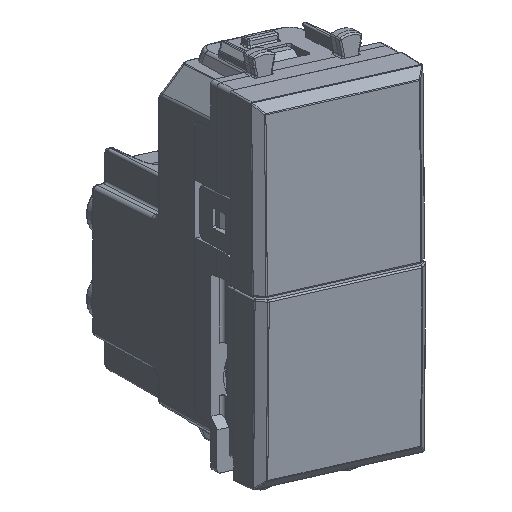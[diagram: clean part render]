
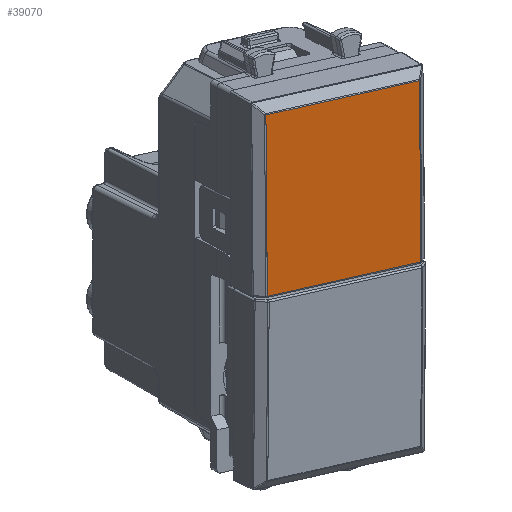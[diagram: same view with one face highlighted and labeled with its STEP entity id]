
A CAD part, top view. The second image highlights one B-rep face of the part: STEP entity #39070.
In plain terms, the highlighted cylindrical face has radius 835.4 mm (diameter 1670.8 mm), a partial arc.
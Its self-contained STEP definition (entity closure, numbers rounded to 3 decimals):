
#38404=CARTESIAN_POINT('Vertex',(-20.918,9.939,9.008)) ;
#38445=CARTESIAN_POINT('Vertex',(-20.918,-9.939,9.008)) ;
#38448=CARTESIAN_POINT('Line Origine',(-20.918,0.,9.008)) ;
#39038=CARTESIAN_POINT('Axis2P3D Location',(0.21,0.,-826.125)) ;
#39044=CARTESIAN_POINT('Control Point',(-20.918,9.939,9.008)) ;
#39045=CARTESIAN_POINT('Control Point',(-13.996,9.937,9.183)) ;
#39046=CARTESIAN_POINT('Control Point',(-7.071,9.936,9.272)) ;
#39047=CARTESIAN_POINT('Control Point',(-0.145,9.936,9.275)) ;
#39048=CARTESIAN_POINT('Vertex',(-0.145,9.936,9.275)) ;
#39052=CARTESIAN_POINT('Control Point',(-20.918,-9.939,9.008)) ;
#39053=CARTESIAN_POINT('Control Point',(-13.996,-9.937,9.183)) ;
#39054=CARTESIAN_POINT('Control Point',(-7.07,-9.936,9.272)) ;
#39055=CARTESIAN_POINT('Control Point',(-0.145,-9.936,9.275)) ;
#39056=CARTESIAN_POINT('Vertex',(-0.145,-9.936,9.275)) ;
#39059=CARTESIAN_POINT('Line Origine',(-0.145,0.,9.275)) ;
#38449=DIRECTION('Vector Direction',(0.,-1.,0.)) ;
#39039=DIRECTION('Axis2P3D Direction',(0.,1.,-0.)) ;
#39040=DIRECTION('Axis2P3D XDirection',(-0.027,0.,1.)) ;
#39060=DIRECTION('Vector Direction',(0.,1.,0.)) ;
#39041=AXIS2_PLACEMENT_3D('Cylinder Axis2P3D',#39038,#39039,#39040) ;
#39065=ORIENTED_EDGE('',*,*,#39050,.T.) ;
#39066=ORIENTED_EDGE('',*,*,#38452,.T.) ;
#39067=ORIENTED_EDGE('',*,*,#39058,.T.) ;
#39068=ORIENTED_EDGE('',*,*,#39063,.F.) ;
#38450=VECTOR('Line Direction',#38449,1.) ;
#39061=VECTOR('Line Direction',#39060,1.) ;
#39070=ADVANCED_FACE('PartBody',(#39069),#39042,.T.) ;
#39043=B_SPLINE_CURVE_WITH_KNOTS('',3,(#39044,#39045,#39046,#39047),.UNSPECIFIED.,.F.,.U.,(4,4),(9.741,45.708),.UNSPECIFIED.) ;
#39051=B_SPLINE_CURVE_WITH_KNOTS('',3,(#39052,#39053,#39054,#39055),.UNSPECIFIED.,.F.,.U.,(4,4),(9.741,45.708),.UNSPECIFIED.) ;
#39042=CYLINDRICAL_SURFACE('generated cylinder',#39041,835.4) ;
#38452=EDGE_CURVE('',#38405,#38446,#38451,.T.) ;
#39050=EDGE_CURVE('',#39049,#38405,#39043,.F.) ;
#39058=EDGE_CURVE('',#38446,#39057,#39051,.T.) ;
#39063=EDGE_CURVE('',#39049,#39057,#39062,.F.) ;
#39064=EDGE_LOOP('',(#39065,#39066,#39067,#39068)) ;
#39069=FACE_OUTER_BOUND('',#39064,.T.) ;
#38451=LINE('Line',#38448,#38450) ;
#39062=LINE('Line',#39059,#39061) ;
#38405=VERTEX_POINT('',#38404) ;
#38446=VERTEX_POINT('',#38445) ;
#39049=VERTEX_POINT('',#39048) ;
#39057=VERTEX_POINT('',#39056) ;
